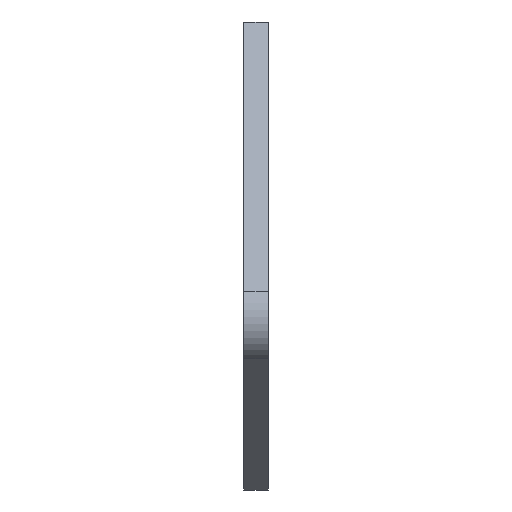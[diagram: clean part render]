
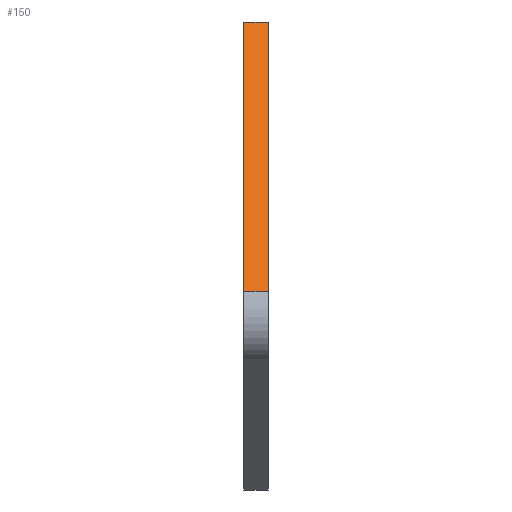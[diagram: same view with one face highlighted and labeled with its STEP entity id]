
A CAD part, left-side view. The second image highlights one B-rep face of the part: STEP entity #150.
In plain terms, the highlighted planar face has unit normal (-0.726, 0, 0.688).
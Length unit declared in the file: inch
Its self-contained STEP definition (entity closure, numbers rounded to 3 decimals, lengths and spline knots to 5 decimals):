
#74 = VERTEX_POINT ( 'NONE', #1345 ) ;
#97 = VECTOR ( 'NONE', #797, 39.37008 ) ;
#98 = ORIENTED_EDGE ( 'NONE', *, *, #1847, .T. ) ;
#150 = ADVANCED_FACE ( 'NONE', ( #665 ), #322, .F. ) ;
#179 = EDGE_CURVE ( 'NONE', #1211, #1717, #1490, .T. ) ;
#186 = EDGE_CURVE ( 'NONE', #74, #413, #686, .T. ) ;
#204 = EDGE_CURVE ( 'NONE', #1211, #74, #1401, .T. ) ;
#213 = AXIS2_PLACEMENT_3D ( 'NONE', #1508, #1353, #1137 ) ;
#271 = CARTESIAN_POINT ( 'NONE',  ( -1.86291, 0.125, 0.0808 ) ) ;
#312 = DIRECTION ( 'NONE',  ( 0., -1., 0. ) ) ;
#322 = PLANE ( 'NONE',  #213 ) ;
#413 = VERTEX_POINT ( 'NONE', #1891 ) ;
#538 = CARTESIAN_POINT ( 'NONE',  ( -0.5537, 0., 1.4615 ) ) ;
#635 = VECTOR ( 'NONE', #735, 39.37008 ) ;
#658 = EDGE_LOOP ( 'NONE', ( #98, #1210, #1660, #796 ) ) ;
#665 = FACE_OUTER_BOUND ( 'NONE', #658, .T. ) ;
#686 = LINE ( 'NONE', #710, #635 ) ;
#710 = CARTESIAN_POINT ( 'NONE',  ( -0.5537, 0.125, 1.4615 ) ) ;
#735 = DIRECTION ( 'NONE',  ( 0., -1., 0. ) ) ;
#796 = ORIENTED_EDGE ( 'NONE', *, *, #179, .T. ) ;
#797 = DIRECTION ( 'NONE',  ( 0.688, 0., 0.726 ) ) ;
#919 = CARTESIAN_POINT ( 'NONE',  ( -1.86291, 0., 0.0808 ) ) ;
#1009 = VECTOR ( 'NONE', #1480, 39.37008 ) ;
#1137 = DIRECTION ( 'NONE',  ( -0.688, 0., -0.726 ) ) ;
#1196 = CARTESIAN_POINT ( 'NONE',  ( -1.86291, 0.125, 0.0808 ) ) ;
#1210 = ORIENTED_EDGE ( 'NONE', *, *, #186, .F. ) ;
#1211 = VERTEX_POINT ( 'NONE', #271 ) ;
#1345 = CARTESIAN_POINT ( 'NONE',  ( -0.5537, 0.125, 1.4615 ) ) ;
#1353 = DIRECTION ( 'NONE',  ( 0.726, 0., -0.688 ) ) ;
#1360 = LINE ( 'NONE', #538, #97 ) ;
#1401 = LINE ( 'NONE', #1916, #1009 ) ;
#1442 = VECTOR ( 'NONE', #312, 39.37008 ) ;
#1480 = DIRECTION ( 'NONE',  ( 0.688, 0., 0.726 ) ) ;
#1490 = LINE ( 'NONE', #1196, #1442 ) ;
#1508 = CARTESIAN_POINT ( 'NONE',  ( -0.5537, 0.125, 1.4615 ) ) ;
#1660 = ORIENTED_EDGE ( 'NONE', *, *, #204, .F. ) ;
#1717 = VERTEX_POINT ( 'NONE', #919 ) ;
#1847 = EDGE_CURVE ( 'NONE', #1717, #413, #1360, .T. ) ;
#1891 = CARTESIAN_POINT ( 'NONE',  ( -0.5537, 0., 1.4615 ) ) ;
#1916 = CARTESIAN_POINT ( 'NONE',  ( -0.5537, 0.125, 1.4615 ) ) ;
